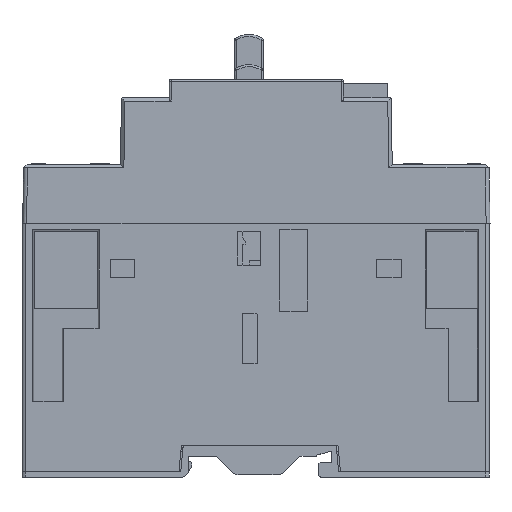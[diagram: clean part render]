
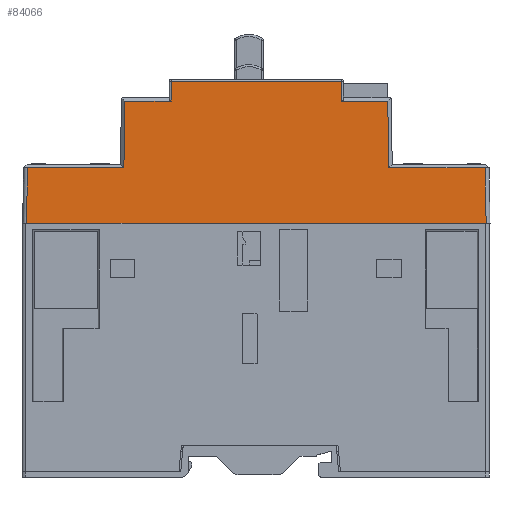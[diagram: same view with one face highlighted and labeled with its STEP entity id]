
A CAD part, front view. The second image highlights one B-rep face of the part: STEP entity #84066.
In plain terms, the highlighted face is planar.
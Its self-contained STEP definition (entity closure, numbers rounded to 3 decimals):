
#972 = LINE ( 'NONE', #43564, #135372 ) ;
#2793 = EDGE_CURVE ( 'NONE', #49709, #101708, #142486, .T. ) ;
#4255 = VERTEX_POINT ( 'NONE', #13340 ) ;
#6305 = ORIENTED_EDGE ( 'NONE', *, *, #10008, .T. ) ;
#8213 = LINE ( 'NONE', #34956, #102704 ) ;
#8239 = VERTEX_POINT ( 'NONE', #93537 ) ;
#10008 = EDGE_CURVE ( 'NONE', #168994, #19293, #23667, .T. ) ;
#10947 = CARTESIAN_POINT ( 'NONE',  ( -34.177, 30.559, -14.3 ) ) ;
#13340 = CARTESIAN_POINT ( 'NONE',  ( -33.919, 30.439, -31.55 ) ) ;
#15749 = CARTESIAN_POINT ( 'NONE',  ( 203.274, 30.559, -14.3 ) ) ;
#19293 = VERTEX_POINT ( 'NONE', #171532 ) ;
#21274 = EDGE_CURVE ( 'NONE', #162864, #49709, #8213, .T. ) ;
#21996 = CARTESIAN_POINT ( 'NONE',  ( 33.919, 30.439, -31.55 ) ) ;
#22782 = ORIENTED_EDGE ( 'NONE', *, *, #2793, .T. ) ;
#23667 = LINE ( 'NONE', #83941, #107592 ) ;
#23839 = CARTESIAN_POINT ( 'NONE',  ( -59.05, 30.559, -14.3 ) ) ;
#25237 = ORIENTED_EDGE ( 'NONE', *, *, #51115, .T. ) ;
#31460 = VERTEX_POINT ( 'NONE', #184076 ) ;
#32934 = EDGE_CURVE ( 'NONE', #46394, #168994, #972, .T. ) ;
#34271 = VECTOR ( 'NONE', #82232, 1000. ) ;
#34956 = CARTESIAN_POINT ( 'NONE',  ( 203.274, 30.439, -31.55 ) ) ;
#41322 = EDGE_CURVE ( 'NONE', #68491, #46615, #136575, .T. ) ;
#43318 = CARTESIAN_POINT ( 'NONE',  ( 22., 30.439, -31.55 ) ) ;
#43564 = CARTESIAN_POINT ( 'NONE',  ( -22., 30.318, -48.788 ) ) ;
#45875 = VECTOR ( 'NONE', #75958, 1000. ) ;
#46394 = VERTEX_POINT ( 'NONE', #192812 ) ;
#46615 = VERTEX_POINT ( 'NONE', #23839 ) ;
#49709 = VERTEX_POINT ( 'NONE', #54342 ) ;
#51115 = EDGE_CURVE ( 'NONE', #101708, #31460, #84235, .T. ) ;
#53433 = CARTESIAN_POINT ( 'NONE',  ( 22., 30.318, -48.788 ) ) ;
#54342 = CARTESIAN_POINT ( 'NONE',  ( 33.919, 30.439, -31.55 ) ) ;
#57279 = ORIENTED_EDGE ( 'NONE', *, *, #133545, .T. ) ;
#61272 = DIRECTION ( 'NONE',  ( 0., -0.007, -1. ) ) ;
#62943 = EDGE_CURVE ( 'NONE', #8239, #68491, #69462, .T. ) ;
#63368 = ORIENTED_EDGE ( 'NONE', *, *, #185262, .T. ) ;
#63620 = CARTESIAN_POINT ( 'NONE',  ( 59.05, 30.559, -14.3 ) ) ;
#65743 = EDGE_CURVE ( 'NONE', #4255, #46394, #122937, .T. ) ;
#66812 = VECTOR ( 'NONE', #173196, 1000. ) ;
#68491 = VERTEX_POINT ( 'NONE', #76336 ) ;
#69197 = VECTOR ( 'NONE', #155329, 1000. ) ;
#69462 = LINE ( 'NONE', #112900, #66812 ) ;
#69926 = ORIENTED_EDGE ( 'NONE', *, *, #41322, .T. ) ;
#74537 = FACE_OUTER_BOUND ( 'NONE', #186415, .T. ) ;
#74655 = VECTOR ( 'NONE', #77385, 1000. ) ;
#75503 = CARTESIAN_POINT ( 'NONE',  ( 203.274, 30.318, -48.788 ) ) ;
#75958 = DIRECTION ( 'NONE',  ( 1., 0., 0. ) ) ;
#76336 = CARTESIAN_POINT ( 'NONE',  ( -59.3, 30.659, 0. ) ) ;
#76470 = PLANE ( 'NONE',  #153524 ) ;
#76889 = DIRECTION ( 'NONE',  ( 0.015, -0.007, -1. ) ) ;
#77385 = DIRECTION ( 'NONE',  ( 1., 0., 0. ) ) ;
#78152 = ORIENTED_EDGE ( 'NONE', *, *, #65743, .T. ) ;
#78455 = DIRECTION ( 'NONE',  ( 1., 0., 0. ) ) ;
#82232 = DIRECTION ( 'NONE',  ( 0.015, 0.007, 1. ) ) ;
#83941 = CARTESIAN_POINT ( 'NONE',  ( 203.274, 30.403, -36.603 ) ) ;
#84066 = ADVANCED_FACE ( 'N', ( #74537 ), #76470, .T. ) ;
#84235 = LINE ( 'NONE', #15749, #45875 ) ;
#90198 = CARTESIAN_POINT ( 'NONE',  ( -22., 30.403, -36.603 ) ) ;
#90295 = DIRECTION ( 'NONE',  ( 0., -1., 0.007 ) ) ;
#93537 = CARTESIAN_POINT ( 'NONE',  ( 59.3, 30.659, 0. ) ) ;
#93587 = VECTOR ( 'NONE', #76889, 1000. ) ;
#100243 = CARTESIAN_POINT ( 'NONE',  ( 34.177, 30.559, -14.3 ) ) ;
#100352 = ORIENTED_EDGE ( 'NONE', *, *, #32934, .T. ) ;
#101708 = VERTEX_POINT ( 'NONE', #100243 ) ;
#102704 = VECTOR ( 'NONE', #155447, 1000. ) ;
#106140 = CARTESIAN_POINT ( 'NONE',  ( 203.274, 30.439, -31.55 ) ) ;
#107454 = CARTESIAN_POINT ( 'NONE',  ( -34.177, 30.559, -14.3 ) ) ;
#107592 = VECTOR ( 'NONE', #144190, 1000. ) ;
#112900 = CARTESIAN_POINT ( 'NONE',  ( 203.274, 30.659, 0. ) ) ;
#113592 = DIRECTION ( 'NONE',  ( 0., 0.007, 1. ) ) ;
#122937 = LINE ( 'NONE', #106140, #162123 ) ;
#123284 = LINE ( 'NONE', #107454, #93587 ) ;
#123863 = DIRECTION ( 'NONE',  ( 0.017, 0.007, 1. ) ) ;
#124707 = CARTESIAN_POINT ( 'NONE',  ( -59.3, 30.659, 0. ) ) ;
#126709 = EDGE_CURVE ( 'NONE', #162569, #4255, #123284, .T. ) ;
#127940 = ORIENTED_EDGE ( 'NONE', *, *, #62943, .T. ) ;
#130719 = VECTOR ( 'NONE', #113592, 1000. ) ;
#132513 = ORIENTED_EDGE ( 'NONE', *, *, #172237, .T. ) ;
#133545 = EDGE_CURVE ( 'NONE', #46615, #162569, #183003, .T. ) ;
#135372 = VECTOR ( 'NONE', #61272, 1000. ) ;
#136575 = LINE ( 'NONE', #124707, #69197 ) ;
#142486 = LINE ( 'NONE', #21996, #34271 ) ;
#144190 = DIRECTION ( 'NONE',  ( 1., 0., 0. ) ) ;
#145436 = ORIENTED_EDGE ( 'NONE', *, *, #21274, .T. ) ;
#151474 = CARTESIAN_POINT ( 'NONE',  ( 203.274, 30.559, -14.3 ) ) ;
#153524 = AXIS2_PLACEMENT_3D ( 'NONE', #75503, #90295, #183070 ) ;
#155329 = DIRECTION ( 'NONE',  ( 0.017, -0.007, -1. ) ) ;
#155447 = DIRECTION ( 'NONE',  ( 1., 0., 0. ) ) ;
#156434 = ORIENTED_EDGE ( 'NONE', *, *, #126709, .T. ) ;
#162123 = VECTOR ( 'NONE', #78455, 1000. ) ;
#162569 = VERTEX_POINT ( 'NONE', #10947 ) ;
#162864 = VERTEX_POINT ( 'NONE', #43318 ) ;
#168994 = VERTEX_POINT ( 'NONE', #90198 ) ;
#169318 = LINE ( 'NONE', #63620, #192961 ) ;
#171532 = CARTESIAN_POINT ( 'NONE',  ( 22., 30.403, -36.603 ) ) ;
#172237 = EDGE_CURVE ( 'NONE', #19293, #162864, #188648, .T. ) ;
#173196 = DIRECTION ( 'NONE',  ( -1., 0., 0. ) ) ;
#183003 = LINE ( 'NONE', #151474, #74655 ) ;
#183070 = DIRECTION ( 'NONE',  ( 0., -0.007, -1. ) ) ;
#184076 = CARTESIAN_POINT ( 'NONE',  ( 59.05, 30.559, -14.3 ) ) ;
#185262 = EDGE_CURVE ( 'NONE', #31460, #8239, #169318, .T. ) ;
#186415 = EDGE_LOOP ( 'NONE', ( #127940, #69926, #57279, #156434, #78152, #100352, #6305, #132513, #145436, #22782, #25237, #63368 ) ) ;
#188648 = LINE ( 'NONE', #53433, #130719 ) ;
#192812 = CARTESIAN_POINT ( 'NONE',  ( -22., 30.439, -31.55 ) ) ;
#192961 = VECTOR ( 'NONE', #123863, 1000. ) ;
